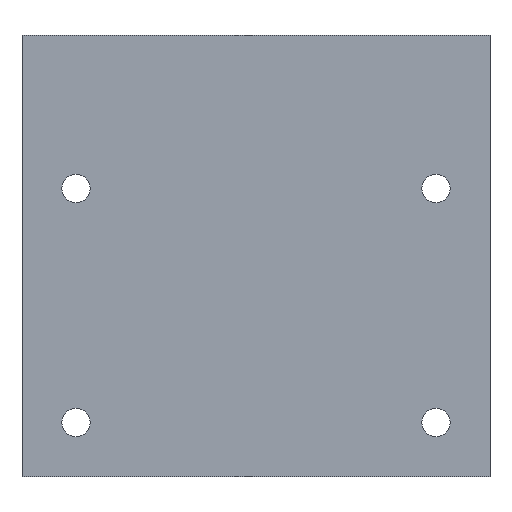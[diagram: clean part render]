
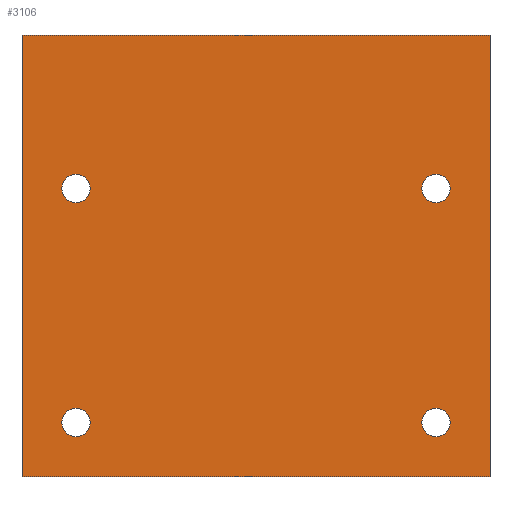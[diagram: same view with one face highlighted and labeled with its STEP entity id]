
A CAD part, front view. The second image highlights one B-rep face of the part: STEP entity #3106.
In plain terms, the highlighted face is planar.
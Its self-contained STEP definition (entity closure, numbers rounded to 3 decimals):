
#13=FACE_BOUND('',#490,.T.);
#14=FACE_BOUND('',#491,.T.);
#15=FACE_BOUND('',#492,.T.);
#16=FACE_BOUND('',#493,.T.);
#162=CIRCLE('',#3386,0.2);
#163=CIRCLE('',#3387,0.2);
#164=CIRCLE('',#3388,0.2);
#165=CIRCLE('',#3389,0.2);
#325=FACE_OUTER_BOUND('',#489,.T.);
#489=EDGE_LOOP('',(#2638,#2639,#2640,#2641));
#490=EDGE_LOOP('',(#2642));
#491=EDGE_LOOP('',(#2643));
#492=EDGE_LOOP('',(#2644));
#493=EDGE_LOOP('',(#2645));
#825=LINE('',#5045,#1159);
#828=LINE('',#5051,#1162);
#831=LINE('',#5057,#1165);
#832=LINE('',#5059,#1166);
#1159=VECTOR('',#4190,1.);
#1162=VECTOR('',#4195,1.);
#1165=VECTOR('',#4200,1.);
#1166=VECTOR('',#4203,1.);
#1416=VERTEX_POINT('',#5038);
#1419=VERTEX_POINT('',#5043);
#1420=VERTEX_POINT('',#5047);
#1423=VERTEX_POINT('',#5055);
#1424=VERTEX_POINT('',#5060);
#1425=VERTEX_POINT('',#5062);
#1426=VERTEX_POINT('',#5064);
#1427=VERTEX_POINT('',#5066);
#1825=EDGE_CURVE('',#1416,#1419,#825,.T.);
#1828=EDGE_CURVE('',#1420,#1416,#828,.T.);
#1831=EDGE_CURVE('',#1419,#1423,#831,.T.);
#1832=EDGE_CURVE('',#1423,#1420,#832,.T.);
#1833=EDGE_CURVE('',#1424,#1424,#162,.T.);
#1834=EDGE_CURVE('',#1425,#1425,#163,.T.);
#1835=EDGE_CURVE('',#1426,#1426,#164,.T.);
#1836=EDGE_CURVE('',#1427,#1427,#165,.T.);
#2638=ORIENTED_EDGE('',*,*,#1825,.T.);
#2639=ORIENTED_EDGE('',*,*,#1831,.T.);
#2640=ORIENTED_EDGE('',*,*,#1832,.T.);
#2641=ORIENTED_EDGE('',*,*,#1828,.T.);
#2642=ORIENTED_EDGE('',*,*,#1833,.T.);
#2643=ORIENTED_EDGE('',*,*,#1834,.T.);
#2644=ORIENTED_EDGE('',*,*,#1835,.T.);
#2645=ORIENTED_EDGE('',*,*,#1836,.T.);
#2793=PLANE('',#3385);
#3106=ADVANCED_FACE('',(#325,#13,#14,#15,#16),#2793,.T.);
#3385=AXIS2_PLACEMENT_3D('',#5058,#4201,#4202);
#3386=AXIS2_PLACEMENT_3D('',#5061,#4204,#4205);
#3387=AXIS2_PLACEMENT_3D('',#5063,#4206,#4207);
#3388=AXIS2_PLACEMENT_3D('',#5065,#4208,#4209);
#3389=AXIS2_PLACEMENT_3D('',#5067,#4210,#4211);
#4190=DIRECTION('',(0.,1.,0.));
#4195=DIRECTION('',(-1.,0.,0.));
#4200=DIRECTION('',(1.,0.,0.));
#4201=DIRECTION('center_axis',(0.,0.,-1.));
#4202=DIRECTION('ref_axis',(-1.,0.,0.));
#4203=DIRECTION('',(0.,-1.,0.));
#4204=DIRECTION('center_axis',(0.,0.,1.));
#4205=DIRECTION('ref_axis',(1.,0.,0.));
#4206=DIRECTION('center_axis',(0.,0.,1.));
#4207=DIRECTION('ref_axis',(1.,0.,0.));
#4208=DIRECTION('center_axis',(0.,0.,1.));
#4209=DIRECTION('ref_axis',(1.,0.,0.));
#4210=DIRECTION('center_axis',(0.,0.,1.));
#4211=DIRECTION('ref_axis',(1.,0.,0.));
#5038=CARTESIAN_POINT('',(0.,-6.223,0.));
#5043=CARTESIAN_POINT('',(0.,0.,0.));
#5045=CARTESIAN_POINT('',(0.,-6.223,0.));
#5047=CARTESIAN_POINT('',(6.604,-6.223,0.));
#5051=CARTESIAN_POINT('',(6.604,-6.223,0.));
#5055=CARTESIAN_POINT('',(6.604,0.,0.));
#5057=CARTESIAN_POINT('',(0.,0.,0.));
#5058=CARTESIAN_POINT('Origin',(3.302,-3.112,0.));
#5059=CARTESIAN_POINT('',(6.604,0.,0.));
#5060=CARTESIAN_POINT('',(5.642,-4.064,0.));
#5061=CARTESIAN_POINT('Origin',(5.842,-4.064,0.));
#5062=CARTESIAN_POINT('',(0.562,-4.064,0.));
#5063=CARTESIAN_POINT('Origin',(0.762,-4.064,0.));
#5064=CARTESIAN_POINT('',(5.642,-0.762,0.));
#5065=CARTESIAN_POINT('Origin',(5.842,-0.762,0.));
#5066=CARTESIAN_POINT('',(0.562,-0.762,0.));
#5067=CARTESIAN_POINT('Origin',(0.762,-0.762,0.));
